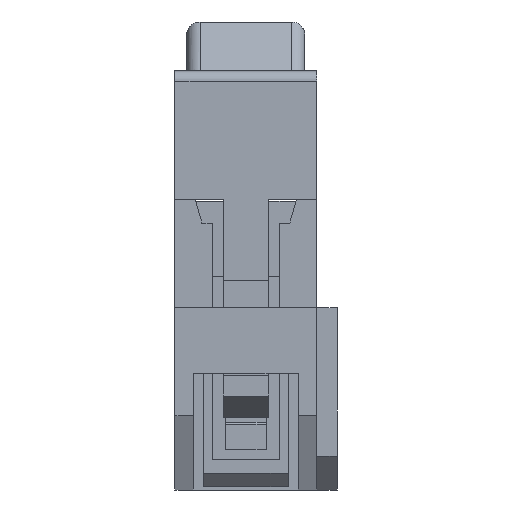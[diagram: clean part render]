
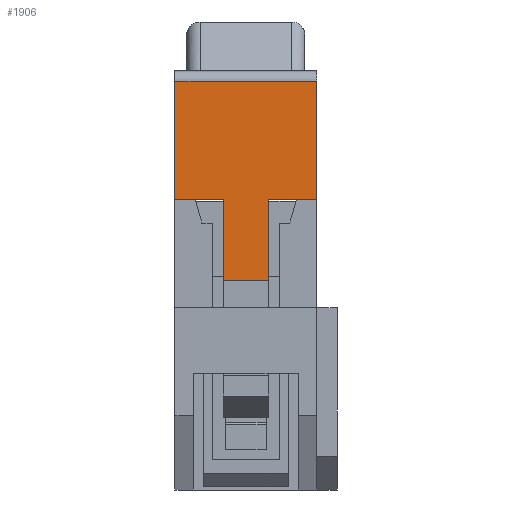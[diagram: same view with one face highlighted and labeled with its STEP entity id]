
A CAD part, left-side view. The second image highlights one B-rep face of the part: STEP entity #1906.
In plain terms, the highlighted planar face has unit normal (-1, 0, 0).
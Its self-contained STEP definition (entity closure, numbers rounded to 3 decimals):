
#1906 = ADVANCED_FACE( '', ( #4286 ), #4287, .T. );
#4286 = FACE_OUTER_BOUND( '', #7201, .T. );
#4287 = PLANE( '', #7202 );
#7201 = EDGE_LOOP( '', ( #11947, #11948, #11949, #11950, #11951, #11952, #11953, #11954 ) );
#7202 = AXIS2_PLACEMENT_3D( '', #11955, #11956, #11957 );
#11947 = ORIENTED_EDGE( '', *, *, #19867, .T. );
#11948 = ORIENTED_EDGE( '', *, *, #19424, .T. );
#11949 = ORIENTED_EDGE( '', *, *, #19868, .F. );
#11950 = ORIENTED_EDGE( '', *, *, #19869, .F. );
#11951 = ORIENTED_EDGE( '', *, *, #19870, .T. );
#11952 = ORIENTED_EDGE( '', *, *, #18883, .F. );
#11953 = ORIENTED_EDGE( '', *, *, #19871, .F. );
#11954 = ORIENTED_EDGE( '', *, *, #19872, .F. );
#11955 = CARTESIAN_POINT( '', ( -22.5, -2.1, -1.9 ) );
#11956 = DIRECTION( '', ( -1., 0., 0. ) );
#11957 = DIRECTION( '', ( 0., 0., 1. ) );
#18883 = EDGE_CURVE( '', #22960, #22955, #22962, .T. );
#19424 = EDGE_CURVE( '', #23870, #23874, #23876, .T. );
#19867 = EDGE_CURVE( '', #24590, #23870, #24591, .T. );
#19868 = EDGE_CURVE( '', #24592, #23874, #24593, .T. );
#19869 = EDGE_CURVE( '', #24594, #24592, #24595, .T. );
#19870 = EDGE_CURVE( '', #24594, #22955, #24596, .T. );
#19871 = EDGE_CURVE( '', #24597, #22960, #24598, .T. );
#19872 = EDGE_CURVE( '', #24590, #24597, #24599, .T. );
#22955 = VERTEX_POINT( '', #28658 );
#22960 = VERTEX_POINT( '', #28665 );
#22962 = LINE( '', #28668, #28669 );
#23870 = VERTEX_POINT( '', #30011 );
#23874 = VERTEX_POINT( '', #30016 );
#23876 = LINE( '', #30018, #30019 );
#24590 = VERTEX_POINT( '', #31103 );
#24591 = LINE( '', #31104, #31105 );
#24592 = VERTEX_POINT( '', #31106 );
#24593 = LINE( '', #31107, #31108 );
#24594 = VERTEX_POINT( '', #31109 );
#24595 = LINE( '', #31110, #31111 );
#24596 = LINE( '', #31112, #31113 );
#24597 = VERTEX_POINT( '', #31114 );
#24598 = LINE( '', #31115, #31116 );
#24599 = LINE( '', #31117, #31118 );
#28658 = CARTESIAN_POINT( '', ( -22.5, 0.675, -4.3 ) );
#28665 = CARTESIAN_POINT( '', ( -22.5, -0.675, -4.3 ) );
#28668 = CARTESIAN_POINT( '', ( -22.5, -0.675, -4.3 ) );
#28669 = VECTOR( '', #35191, 1000. );
#30011 = CARTESIAN_POINT( '', ( -22.5, -2.1, 1.6 ) );
#30016 = CARTESIAN_POINT( '', ( -22.5, 2.1, 1.6 ) );
#30018 = CARTESIAN_POINT( '', ( -22.5, -2.1, 1.6 ) );
#30019 = VECTOR( '', #35678, 1000. );
#31103 = CARTESIAN_POINT( '', ( -22.5, -2.1, -1.9 ) );
#31104 = CARTESIAN_POINT( '', ( -22.5, -2.1, -1.9 ) );
#31105 = VECTOR( '', #36091, 1000. );
#31106 = CARTESIAN_POINT( '', ( -22.5, 2.1, -1.9 ) );
#31107 = CARTESIAN_POINT( '', ( -22.5, 2.1, -1.9 ) );
#31108 = VECTOR( '', #36092, 1000. );
#31109 = CARTESIAN_POINT( '', ( -22.5, 0.675, -1.9 ) );
#31110 = CARTESIAN_POINT( '', ( -22.5, -2.1, -1.9 ) );
#31111 = VECTOR( '', #36093, 1000. );
#31112 = CARTESIAN_POINT( '', ( -22.5, 0.675, -1.9 ) );
#31113 = VECTOR( '', #36094, 1000. );
#31114 = CARTESIAN_POINT( '', ( -22.5, -0.675, -1.9 ) );
#31115 = CARTESIAN_POINT( '', ( -22.5, -0.675, -1.9 ) );
#31116 = VECTOR( '', #36095, 1000. );
#31117 = CARTESIAN_POINT( '', ( -22.5, -2.1, -1.9 ) );
#31118 = VECTOR( '', #36096, 1000. );
#35191 = DIRECTION( '', ( 0., 1., 0. ) );
#35678 = DIRECTION( '', ( 0., 1., 0. ) );
#36091 = DIRECTION( '', ( 0., 0., 1. ) );
#36092 = DIRECTION( '', ( 0., 0., 1. ) );
#36093 = DIRECTION( '', ( 0., 1., 0. ) );
#36094 = DIRECTION( '', ( 0., 0., -1. ) );
#36095 = DIRECTION( '', ( 0., 0., -1. ) );
#36096 = DIRECTION( '', ( 0., 1., 0. ) );
